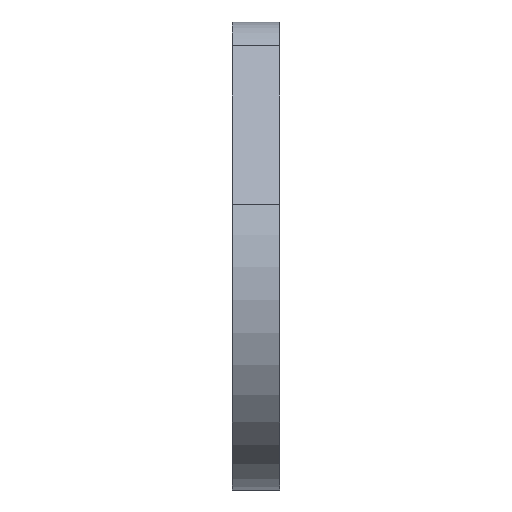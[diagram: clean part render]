
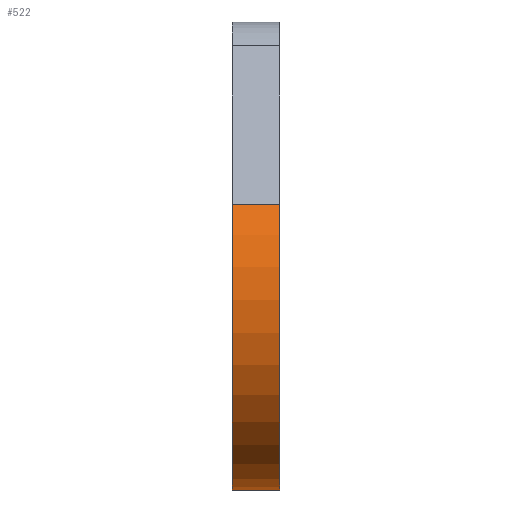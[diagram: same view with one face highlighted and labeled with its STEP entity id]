
A CAD part, left-side view. The second image highlights one B-rep face of the part: STEP entity #522.
In plain terms, the highlighted cylindrical face has radius 12 mm (diameter 24 mm), a partial arc.
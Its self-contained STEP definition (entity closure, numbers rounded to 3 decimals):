
#82 = CARTESIAN_POINT ( 'NONE',  ( -10.392, 1.5, 6. ) ) ;
#83 = DIRECTION ( 'NONE',  ( 0., -1., 0. ) ) ;
#84 = CARTESIAN_POINT ( 'NONE',  ( 0., 1.5, -12. ) ) ;
#88 = DIRECTION ( 'NONE',  ( 0., 0., 1. ) ) ;
#90 = DIRECTION ( 'NONE',  ( 0., 1., 0. ) ) ;
#92 = CARTESIAN_POINT ( 'NONE',  ( 0., 1.5, 0. ) ) ;
#101 = DIRECTION ( 'NONE',  ( 0., -1., 0. ) ) ;
#108 = CIRCLE ( 'NONE', #875, 12. ) ;
#153 = CARTESIAN_POINT ( 'NONE',  ( 0., 1.5, -12. ) ) ;
#186 = VECTOR ( 'NONE', #83, 1000. ) ;
#194 = VECTOR ( 'NONE', #101, 1000. ) ;
#202 = LINE ( 'NONE', #84, #194 ) ;
#206 = LINE ( 'NONE', #82, #186 ) ;
#210 = CIRCLE ( 'NONE', #879, 12. ) ;
#289 = CARTESIAN_POINT ( 'NONE',  ( -10.392, -1.5, 6. ) ) ;
#318 = CYLINDRICAL_SURFACE ( 'NONE', #1031, 12. ) ;
#348 = FACE_OUTER_BOUND ( 'NONE', #1179, .T. ) ;
#393 = ORIENTED_EDGE ( 'NONE', *, *, #1067, .F. ) ;
#394 = ORIENTED_EDGE ( 'NONE', *, *, #1073, .T. ) ;
#396 = ORIENTED_EDGE ( 'NONE', *, *, #1135, .T. ) ;
#397 = ORIENTED_EDGE ( 'NONE', *, *, #1077, .F. ) ;
#469 = DIRECTION ( 'NONE',  ( 0., 0., -1. ) ) ;
#471 = CARTESIAN_POINT ( 'NONE',  ( 0., 1.5, 0. ) ) ;
#475 = DIRECTION ( 'NONE',  ( 0., -1., 0. ) ) ;
#522 = ADVANCED_FACE ( 'NONE', ( #348 ), #318, .T. ) ;
#741 = CARTESIAN_POINT ( 'NONE',  ( -10.392, 1.5, 6. ) ) ;
#752 = CARTESIAN_POINT ( 'NONE',  ( 0., -1.5, -12. ) ) ;
#875 = AXIS2_PLACEMENT_3D ( 'NONE', #1371, #1360, #1356 ) ;
#879 = AXIS2_PLACEMENT_3D ( 'NONE', #92, #90, #88 ) ;
#975 = VERTEX_POINT ( 'NONE', #153 ) ;
#1031 = AXIS2_PLACEMENT_3D ( 'NONE', #471, #475, #469 ) ;
#1067 = EDGE_CURVE ( 'NONE', #975, #1473, #210, .T. ) ;
#1073 = EDGE_CURVE ( 'NONE', #975, #1463, #202, .T. ) ;
#1077 = EDGE_CURVE ( 'NONE', #1473, #1215, #206, .T. ) ;
#1135 = EDGE_CURVE ( 'NONE', #1463, #1215, #108, .T. ) ;
#1179 = EDGE_LOOP ( 'NONE', ( #393, #394, #396, #397 ) ) ;
#1215 = VERTEX_POINT ( 'NONE', #289 ) ;
#1356 = DIRECTION ( 'NONE',  ( 0., 0., 1. ) ) ;
#1360 = DIRECTION ( 'NONE',  ( 0., 1., 0. ) ) ;
#1371 = CARTESIAN_POINT ( 'NONE',  ( 0., -1.5, 0. ) ) ;
#1463 = VERTEX_POINT ( 'NONE', #752 ) ;
#1473 = VERTEX_POINT ( 'NONE', #741 ) ;
